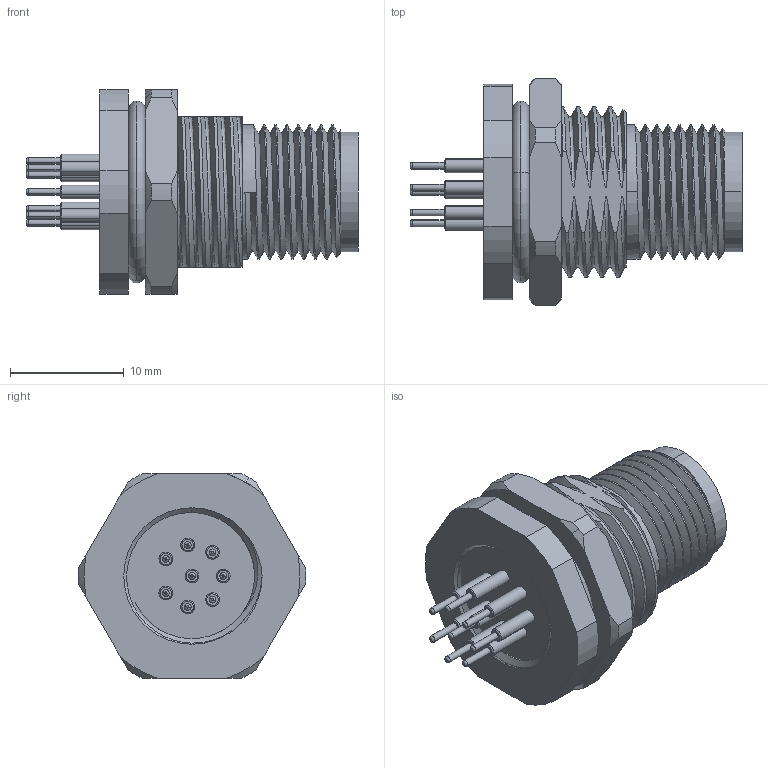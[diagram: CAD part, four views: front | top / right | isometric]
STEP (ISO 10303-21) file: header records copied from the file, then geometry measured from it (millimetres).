
FILE_DESCRIPTION (( 'STEP AP203' ), '1' );
FILE_NAME ('54-00219.STEP', '2022-08-04T17:08:08', ( '' ), ( '' ), 'SwSTEP 2.0', 'SolidWorks 2021', '' );
FILE_SCHEMA (( 'CONFIG_CONTROL_DESIGN' ));
Length unit declared in the file: millimetre
Products named in the file (6): 54-00219-04___; 54-00219; 54-00219-02; 54-00219-05___; 54-00219-01___; 54-00219-03___
Assembly tree (12 placements, depth 2):
  54-00219
    54-00219-01___
    54-00219-02
    54-00219-05___
    54-00219-04___
    54-00219-03___  x8
Bounding box: 29.2 x 19.99 x 18 mm (x, y, z)
Volume: 2963 mm3; surface area: 5738.8 mm2
Topology: 12 solids, 12 shells, 497 faces, 1132 edges, 713 vertices
Faces by surface type: cylinder 203, plane 100, torus 84, cone 65, bspline 45
Entity records: 23027 total; most frequent: CARTESIAN_POINT 16256, ORIENTED_EDGE 1368, DIRECTION 1123, EDGE_CURVE 684, AXIS2_PLACEMENT_3D 460, VERTEX_POINT 447, EDGE_LOOP 307, FACE_OUTER_BOUND 266
